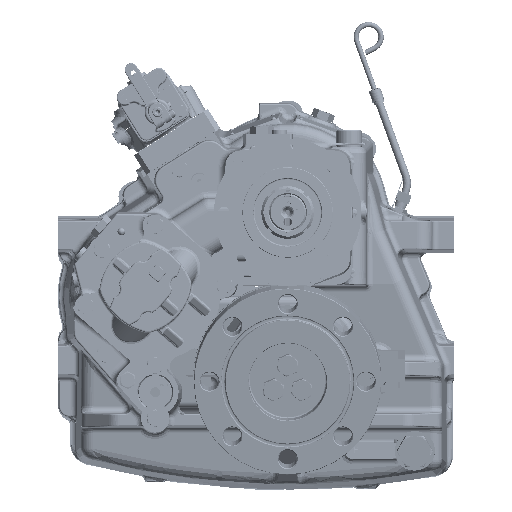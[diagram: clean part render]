
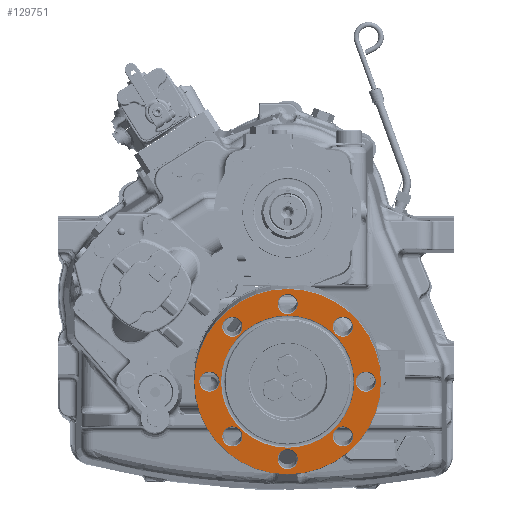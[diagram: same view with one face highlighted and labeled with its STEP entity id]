
A CAD part, top view. The second image highlights one B-rep face of the part: STEP entity #129751.
In plain terms, the highlighted planar face has unit normal (0, -0.122, 0.993).
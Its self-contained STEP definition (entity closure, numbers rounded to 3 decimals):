
#975 = CIRCLE ( 'NONE', #159212, 12.31 ) ;
#5089 = VERTEX_POINT ( 'NONE', #36923 ) ;
#7102 = ORIENTED_EDGE ( 'NONE', *, *, #259135, .T. ) ;
#7308 = DIRECTION ( 'NONE',  ( 1., 0., 0. ) ) ;
#9082 = CARTESIAN_POINT ( 'NONE',  ( -76.056, -130.583, 483.263 ) ) ;
#10577 = CARTESIAN_POINT ( 'NONE',  ( 0., -99.314, 487.102 ) ) ;
#11682 = VERTEX_POINT ( 'NONE', #267920 ) ;
#15702 = DIRECTION ( 'NONE',  ( 0.707, 0.702, 0.086 ) ) ;
#16786 = EDGE_CURVE ( 'NONE', #5089, #5089, #161739, .T. ) ;
#17893 = CIRCLE ( 'NONE', #236798, 12.31 ) ;
#19608 = DIRECTION ( 'NONE',  ( 0., -0.993, -0.122 ) ) ;
#19806 = VERTEX_POINT ( 'NONE', #218606 ) ;
#19867 = EDGE_CURVE ( 'NONE', #11682, #11682, #248184, .T. ) ;
#21271 = DIRECTION ( 'NONE',  ( -1., 0., 0. ) ) ;
#22209 = AXIS2_PLACEMENT_3D ( 'NONE', #74471, #56993, #33290 ) ;
#23963 = VERTEX_POINT ( 'NONE', #57721 ) ;
#24706 = CIRCLE ( 'NONE', #156803, 12.31 ) ;
#26598 = CIRCLE ( 'NONE', #254583, 12.31 ) ;
#27399 = AXIS2_PLACEMENT_3D ( 'NONE', #87187, #253149, #21271 ) ;
#28589 = EDGE_LOOP ( 'NONE', ( #7102 ) ) ;
#28988 = CARTESIAN_POINT ( 'NONE',  ( 0., -92.625, 487.924 ) ) ;
#29187 = AXIS2_PLACEMENT_3D ( 'NONE', #59881, #166154, #19608 ) ;
#33290 = DIRECTION ( 'NONE',  ( 0., 0.993, 0.122 ) ) ;
#36243 = EDGE_CURVE ( 'NONE', #234410, #234410, #17893, .T. ) ;
#36923 = CARTESIAN_POINT ( 'NONE',  ( 0., -286.667, 464.098 ) ) ;
#39257 = VERTEX_POINT ( 'NONE', #10577 ) ;
#41494 = FACE_OUTER_BOUND ( 'NONE', #179636, .T. ) ;
#42455 = CARTESIAN_POINT ( 'NONE',  ( 67.352, -272.923, 465.786 ) ) ;
#45108 = CARTESIAN_POINT ( 'NONE',  ( -67.352, -139.223, 482.202 ) ) ;
#47088 = VERTEX_POINT ( 'NONE', #9082 ) ;
#50736 = EDGE_LOOP ( 'NONE', ( #271283 ) ) ;
#56776 = DIRECTION ( 'NONE',  ( -0.707, -0.702, -0.086 ) ) ;
#56993 = DIRECTION ( 'NONE',  ( 0., -0.122, 0.993 ) ) ;
#57721 = CARTESIAN_POINT ( 'NONE',  ( 107.56, -206.073, 473.994 ) ) ;
#58702 = AXIS2_PLACEMENT_3D ( 'NONE', #28988, #71075, #258216 ) ;
#59881 = CARTESIAN_POINT ( 'NONE',  ( 0., -206.073, 473.994 ) ) ;
#64348 = FACE_BOUND ( 'NONE', #96488, .T. ) ;
#67057 = DIRECTION ( 'NONE',  ( -0.707, 0.702, 0.086 ) ) ;
#70901 = FACE_BOUND ( 'NONE', #75146, .T. ) ;
#71075 = DIRECTION ( 'NONE',  ( 0., -0.122, 0.993 ) ) ;
#71202 = ORIENTED_EDGE ( 'NONE', *, *, #16786, .T. ) ;
#74471 = CARTESIAN_POINT ( 'NONE',  ( 0., -206.073, 473.994 ) ) ;
#75146 = EDGE_LOOP ( 'NONE', ( #261494 ) ) ;
#87187 = CARTESIAN_POINT ( 'NONE',  ( -95.25, -206.073, 473.994 ) ) ;
#89196 = VERTEX_POINT ( 'NONE', #162780 ) ;
#96488 = EDGE_LOOP ( 'NONE', ( #136808 ) ) ;
#97062 = EDGE_LOOP ( 'NONE', ( #71202 ) ) ;
#98126 = CARTESIAN_POINT ( 'NONE',  ( -67.352, -272.923, 465.786 ) ) ;
#101262 = CARTESIAN_POINT ( 'NONE',  ( 0., -300.613, 462.386 ) ) ;
#101564 = EDGE_CURVE ( 'NONE', #23963, #23963, #26598, .T. ) ;
#110946 = ORIENTED_EDGE ( 'NONE', *, *, #36243, .T. ) ;
#114993 = VERTEX_POINT ( 'NONE', #135131 ) ;
#120121 = FACE_BOUND ( 'NONE', #229900, .T. ) ;
#129751 = ADVANCED_FACE ( 'NONE', ( #41494, #267753, #70901, #234869, #175861, #139844, #64348, #244871, #202231, #120121 ), #149985, .T. ) ;
#135131 = CARTESIAN_POINT ( 'NONE',  ( -76.056, -281.562, 464.725 ) ) ;
#136808 = ORIENTED_EDGE ( 'NONE', *, *, #150623, .T. ) ;
#137216 = AXIS2_PLACEMENT_3D ( 'NONE', #42455, #251536, #185554 ) ;
#139844 = FACE_BOUND ( 'NONE', #50736, .T. ) ;
#140874 = AXIS2_PLACEMENT_3D ( 'NONE', #101262, #160791, #203964 ) ;
#145405 = CIRCLE ( 'NONE', #22209, 113.723 ) ;
#148087 = VERTEX_POINT ( 'NONE', #189345 ) ;
#149985 = PLANE ( 'NONE',  #58702 ) ;
#150623 = EDGE_CURVE ( 'NONE', #47088, #47088, #975, .T. ) ;
#154696 = EDGE_LOOP ( 'NONE', ( #236135 ) ) ;
#155011 = AXIS2_PLACEMENT_3D ( 'NONE', #242303, #200124, #221244 ) ;
#156803 = AXIS2_PLACEMENT_3D ( 'NONE', #98126, #206212, #56776 ) ;
#159212 = AXIS2_PLACEMENT_3D ( 'NONE', #45108, #191777, #67057 ) ;
#160791 = DIRECTION ( 'NONE',  ( 0., 0.122, -0.993 ) ) ;
#161739 = CIRCLE ( 'NONE', #29187, 81.2 ) ;
#162780 = CARTESIAN_POINT ( 'NONE',  ( -107.56, -206.073, 473.994 ) ) ;
#166154 = DIRECTION ( 'NONE',  ( 0., 0.122, -0.993 ) ) ;
#173097 = DIRECTION ( 'NONE',  ( 0., 0.122, -0.993 ) ) ;
#175861 = FACE_BOUND ( 'NONE', #97062, .T. ) ;
#179636 = EDGE_LOOP ( 'NONE', ( #268685 ) ) ;
#181091 = ORIENTED_EDGE ( 'NONE', *, *, #258121, .T. ) ;
#185554 = DIRECTION ( 'NONE',  ( 0.707, -0.702, -0.086 ) ) ;
#187003 = DIRECTION ( 'NONE',  ( 0., 0.122, -0.993 ) ) ;
#189345 = CARTESIAN_POINT ( 'NONE',  ( 0., -93.198, 487.853 ) ) ;
#190643 = CARTESIAN_POINT ( 'NONE',  ( 95.25, -206.073, 473.994 ) ) ;
#191777 = DIRECTION ( 'NONE',  ( 0., 0.122, -0.993 ) ) ;
#196171 = CIRCLE ( 'NONE', #137216, 12.31 ) ;
#198521 = EDGE_CURVE ( 'NONE', #89196, #89196, #215654, .T. ) ;
#200124 = DIRECTION ( 'NONE',  ( 0., 0.122, -0.993 ) ) ;
#202231 = FACE_BOUND ( 'NONE', #255566, .T. ) ;
#203964 = DIRECTION ( 'NONE',  ( 0., -0.993, -0.122 ) ) ;
#206212 = DIRECTION ( 'NONE',  ( 0., 0.122, -0.993 ) ) ;
#208075 = CARTESIAN_POINT ( 'NONE',  ( 67.352, -139.223, 482.202 ) ) ;
#215654 = CIRCLE ( 'NONE', #27399, 12.31 ) ;
#218606 = CARTESIAN_POINT ( 'NONE',  ( 76.056, -281.562, 464.725 ) ) ;
#221016 = ORIENTED_EDGE ( 'NONE', *, *, #101564, .T. ) ;
#221244 = DIRECTION ( 'NONE',  ( 0., 0.993, 0.122 ) ) ;
#224661 = EDGE_CURVE ( 'NONE', #148087, #148087, #145405, .T. ) ;
#229900 = EDGE_LOOP ( 'NONE', ( #110946 ) ) ;
#232887 = EDGE_LOOP ( 'NONE', ( #221016 ) ) ;
#234410 = VERTEX_POINT ( 'NONE', #249560 ) ;
#234869 = FACE_BOUND ( 'NONE', #154696, .T. ) ;
#236135 = ORIENTED_EDGE ( 'NONE', *, *, #198521, .T. ) ;
#236798 = AXIS2_PLACEMENT_3D ( 'NONE', #208075, #187003, #15702 ) ;
#242303 = CARTESIAN_POINT ( 'NONE',  ( 0., -111.533, 485.602 ) ) ;
#244871 = FACE_BOUND ( 'NONE', #28589, .T. ) ;
#248184 = CIRCLE ( 'NONE', #140874, 12.31 ) ;
#249560 = CARTESIAN_POINT ( 'NONE',  ( 76.056, -130.583, 483.263 ) ) ;
#251536 = DIRECTION ( 'NONE',  ( 0., 0.122, -0.993 ) ) ;
#253149 = DIRECTION ( 'NONE',  ( 0., 0.122, -0.993 ) ) ;
#254583 = AXIS2_PLACEMENT_3D ( 'NONE', #190643, #173097, #7308 ) ;
#255566 = EDGE_LOOP ( 'NONE', ( #181091 ) ) ;
#258121 = EDGE_CURVE ( 'NONE', #19806, #19806, #196171, .T. ) ;
#258216 = DIRECTION ( 'NONE',  ( 0., 0.993, 0.122 ) ) ;
#258836 = CIRCLE ( 'NONE', #155011, 12.31 ) ;
#259135 = EDGE_CURVE ( 'NONE', #114993, #114993, #24706, .T. ) ;
#261494 = ORIENTED_EDGE ( 'NONE', *, *, #19867, .T. ) ;
#267753 = FACE_BOUND ( 'NONE', #232887, .T. ) ;
#267920 = CARTESIAN_POINT ( 'NONE',  ( 0., -312.831, 460.886 ) ) ;
#268685 = ORIENTED_EDGE ( 'NONE', *, *, #224661, .T. ) ;
#271134 = EDGE_CURVE ( 'NONE', #39257, #39257, #258836, .T. ) ;
#271283 = ORIENTED_EDGE ( 'NONE', *, *, #271134, .T. ) ;
